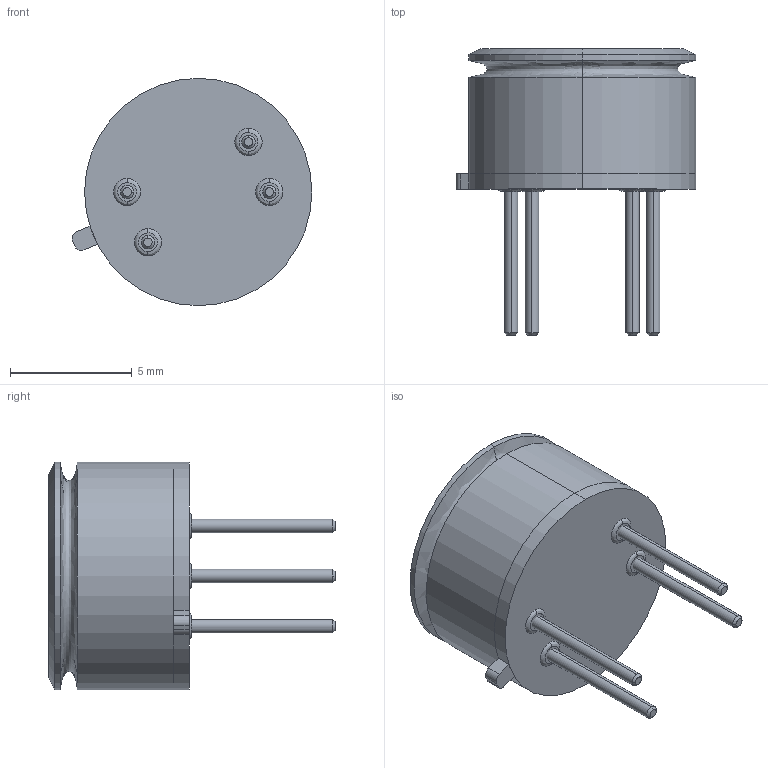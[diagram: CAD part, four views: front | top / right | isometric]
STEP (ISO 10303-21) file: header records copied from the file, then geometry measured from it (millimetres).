
FILE_DESCRIPTION (( 'STEP AP214' ), '1' );
FILE_NAME ('MLX90640.STEP', '2023-03-12T06:42:18', ( '' ), ( '' ), 'SwSTEP 2.0', 'SolidWorks 2022', '' );
FILE_SCHEMA (( 'AUTOMOTIVE_DESIGN' ));
Length unit declared in the file: millimetre
Products named in the file (1): MLX90640
Bounding box: 9.85 x 11.76 x 9.34 mm (x, y, z)
Volume: 292.9 mm3; surface area: 653.2 mm2
Topology: 12 solids, 12 shells, 66 faces, 120 edges, 76 vertices
Faces by surface type: plane 27, cylinder 18, bspline 11, cone 10
Entity records: 2682 total; most frequent: CARTESIAN_POINT 528, DIRECTION 288, ORIENTED_EDGE 236, AXIS2_PLACEMENT_3D 124, EDGE_CURVE 118, UNCERTAINTY_MEASURE_WITH_UNIT 80, SURFACE_STYLE_FILL_AREA 79, FILL_AREA_STYLE 79
